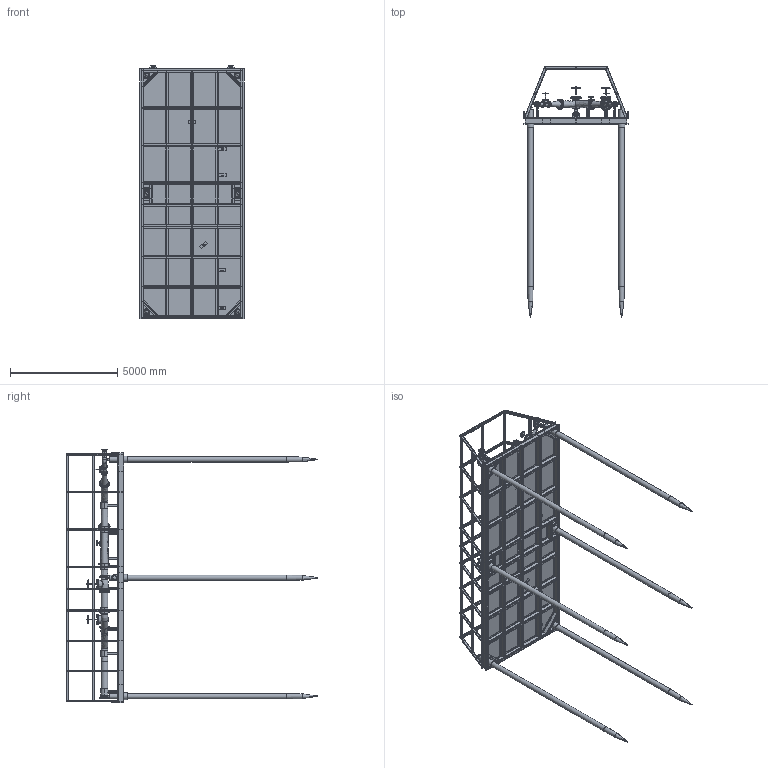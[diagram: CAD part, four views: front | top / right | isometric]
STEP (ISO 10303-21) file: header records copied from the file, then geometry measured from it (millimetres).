
FILE_DESCRIPTION(('FreeCAD Model'),'2;1');
FILE_NAME('Open CASCADE Shape Model','2025-05-03T14:10:42',('FreeCAD'),( 'FreeCAD'),'Open CASCADE STEP processor 7.6','FreeCAD','Unknown');
FILE_SCHEMA(('AUTOMOTIVE_DESIGN { 1 0 10303 214 1 1 1 1 }'));
Products named in the file (1): Open CASCADE STEP translator 7.6 1
Bounding box: 4843.27 x 11700.96 x 11792.03 mm (x, y, z)
Volume: 2559697485.3 mm3; surface area: 431535712.7 mm2
Topology: 159 solids, 165 shells, 4031 faces, 9782 edges, 6255 vertices
Faces by surface type: bspline 4031
Entity records: 120486 total; most frequent: CARTESIAN_POINT 60088, ORIENTED_EDGE 19564, EDGE_CURVE 9782, B_SPLINE_CURVE_WITH_KNOTS 7620, VERTEX_POINT 6255, FACE_BOUND 4997, EDGE_LOOP 4997, ADVANCED_FACE 4031
